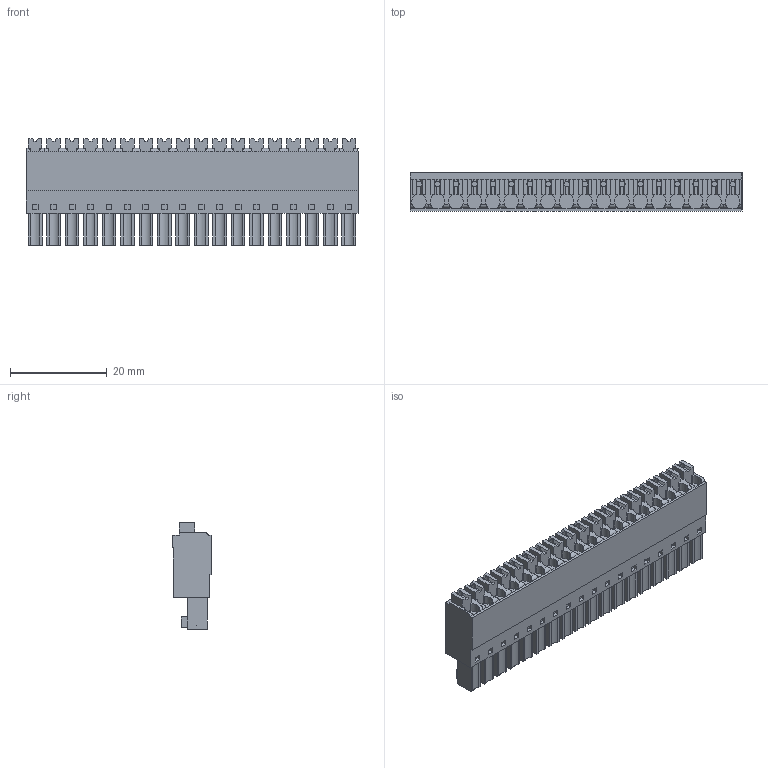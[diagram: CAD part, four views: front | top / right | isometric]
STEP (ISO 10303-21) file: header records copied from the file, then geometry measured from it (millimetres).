
FILE_DESCRIPTION(('CATIA V5 STEP Exchange','CAx-IF Rec.Pracs.--- Model Styling and Organization---1.2---2011-12-15'),'2;1');
FILE_NAME ('D1460616_0', '2017-07-25T13:03:01+00:00', ('none'), ('Weidmueller'), 'CATIA Version 5-6 Release 2014', 'CATIA V5 STEP AP214', 'none');
FILE_SCHEMA(('AUTOMOTIVE_DESIGN { 1 0 10303 214 1 1 1 1 }'));
Length unit declared in the file: millimetre
Products named in the file (1): 1969250000
Bounding box: 68.58 x 7.9 x 22 mm (x, y, z)
Volume: 8246.6 mm3; surface area: 7032.5 mm2
Topology: 19 solids, 19 shells, 1078 faces, 2896 edges, 1928 vertices
Faces by surface type: plane 877, cylinder 201
Entity records: 31990 total; most frequent: CARTESIAN_POINT 5956, ORIENTED_EDGE 5792, DIRECTION 3949, EDGE_CURVE 2896, VECTOR 2352, LINE 2352, VERTEX_POINT 1928, EDGE_LOOP 1186
